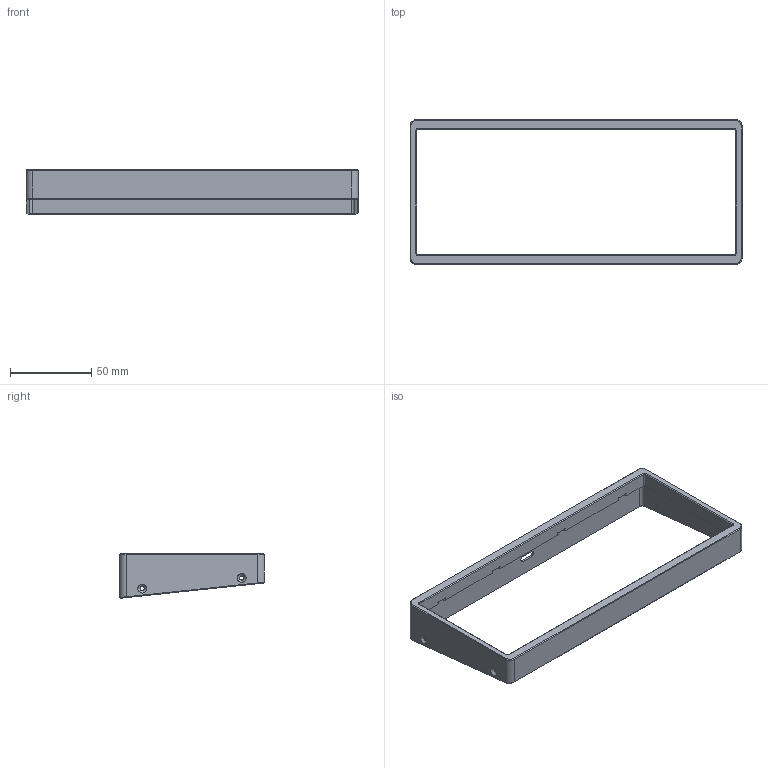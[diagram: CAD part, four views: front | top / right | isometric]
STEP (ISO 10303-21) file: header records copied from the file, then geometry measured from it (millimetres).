
FILE_DESCRIPTION(/* description */ (''),/* implementation_level */ '2;1');
FILE_NAME(/* name */ 'qez_top.step',/* time_stamp */ '2021-08-04T18:58:38+02:00',/* author */ (''),/* organization */ (''),/* preprocessor_version */ 'ST-DEVELOPER v18.1',/* originating_system */ 'Autodesk Translation Framework v10.9.0.1377',/* authorisation */ '');
FILE_SCHEMA (('AUTOMOTIVE_DESIGN { 1 0 10303 214 3 1 1 }'));
Length unit declared in the file: millimetre
Products named in the file (1): top
Bounding box: 204.26 x 89.2 x 27.32 mm (x, y, z)
Volume: 42449.1 mm3; surface area: 31697.3 mm2
Topology: 1 solids, 1 shells, 141 faces, 379 edges, 241 vertices
Faces by surface type: plane 59, cylinder 53, cone 21, bspline 8
Full cylindrical faces by diameter (mm): 1.8 x7, 2.5 x4
Entity records: 4556 total; most frequent: CARTESIAN_POINT 947, ORIENTED_EDGE 744, DIRECTION 742, EDGE_CURVE 372, AXIS2_PLACEMENT_3D 252, VERTEX_POINT 241, LINE 238, VECTOR 238
